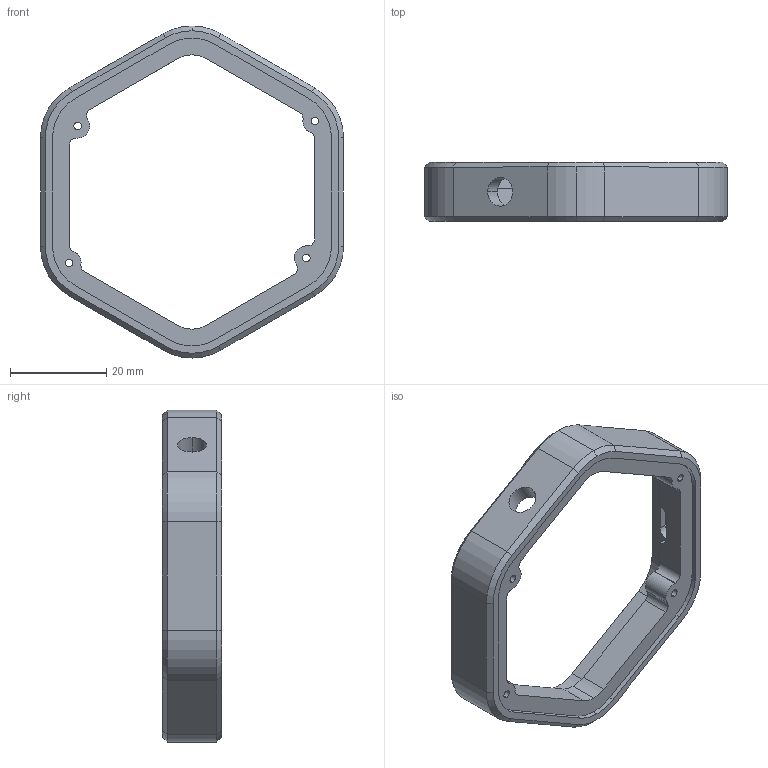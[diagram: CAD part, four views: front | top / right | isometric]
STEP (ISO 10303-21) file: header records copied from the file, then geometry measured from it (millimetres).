
FILE_DESCRIPTION (( 'STEP AP203' ), '1' );
FILE_NAME ('SIFFLET_V2.stp', '2019-05-31T15:48:47', ( '' ), ( '' ), 'SwSTEP 2.0', 'SolidWorks 2018', '' );
FILE_SCHEMA (( 'CONFIG_CONTROL_DESIGN' ));
Length unit declared in the file: millimetre
Products named in the file (1): SIFFLET_V2
Bounding box: 63 x 12.3 x 69.03 mm (x, y, z)
Volume: 11003 mm3; surface area: 7190.6 mm2
Topology: 1 solids, 1 shells, 144 faces, 390 edges, 250 vertices
Faces by surface type: cylinder 67, plane 60, cone 17
Entity records: 4657 total; most frequent: DIRECTION 838, CARTESIAN_POINT 785, ORIENTED_EDGE 780, EDGE_CURVE 390, AXIS2_PLACEMENT_3D 303, VERTEX_POINT 250, LINE 232, VECTOR 232
